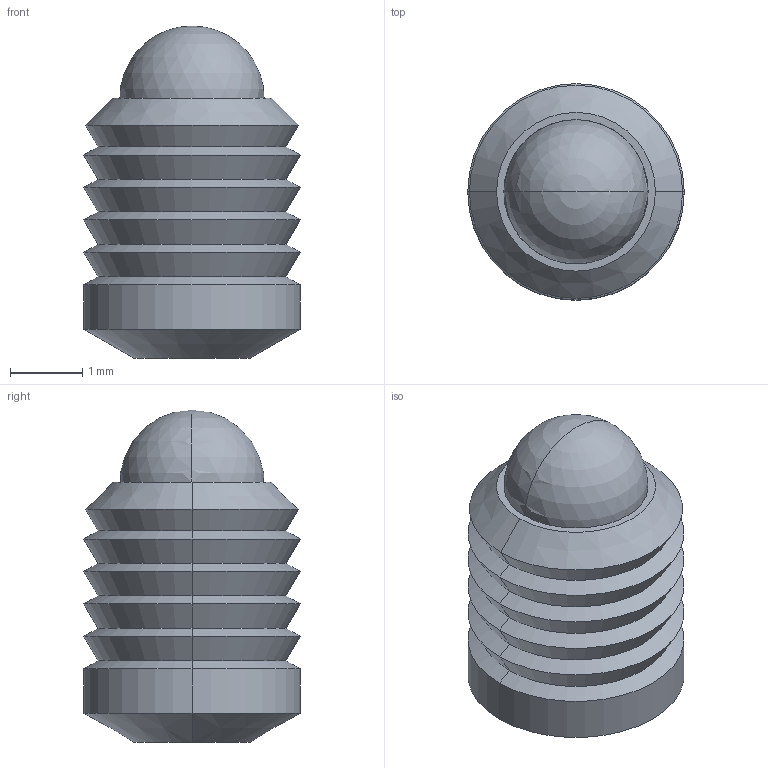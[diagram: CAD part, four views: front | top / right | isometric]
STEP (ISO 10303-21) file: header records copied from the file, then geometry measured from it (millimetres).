
FILE_DESCRIPTION(('STEP AP214'),'1');
FILE_NAME(' ',' ',('TraceParts'),('TraceParts S.A.'),'XStep 1.0',' ',' ');
FILE_SCHEMA(('automotive_design'));
Length unit declared in the file: millimetre
Products named in the file (2): 1; 2
Bounding box: 3 x 3 x 4.6 mm (x, y, z)
Volume: 17 mm3; surface area: 78.2 mm2
Topology: 2 solids, 2 shells, 34 faces, 70 edges, 35 vertices
Faces by surface type: cone 26, cylinder 4, sphere 2, plane 2
Entity records: 1652 total; most frequent: DIRECTION 170, STYLED_ITEM 135, PRESENTATION_STYLE_ASSIGNMENT 135, CARTESIAN_POINT 135, COLOUR_RGB 135, ORIENTED_EDGE 128, AXIS2_PLACEMENT_3D 70, EDGE_CURVE 64
